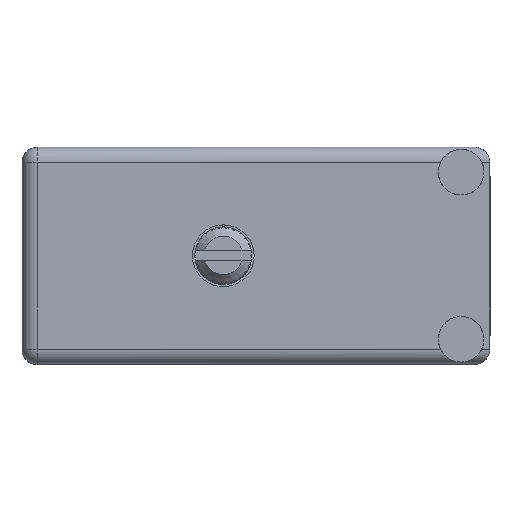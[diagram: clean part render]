
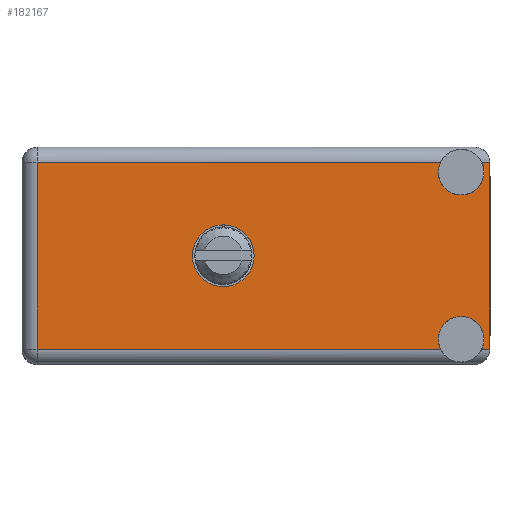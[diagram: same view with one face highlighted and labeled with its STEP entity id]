
A CAD part, top view. The second image highlights one B-rep face of the part: STEP entity #182167.
In plain terms, the highlighted face is planar.
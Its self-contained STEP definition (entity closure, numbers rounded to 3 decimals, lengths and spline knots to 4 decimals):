
#1852 = CARTESIAN_POINT ( 'NONE',  ( 1.539, 0.906, -0.665 ) ) ;
#4003 = CARTESIAN_POINT ( 'NONE',  ( 1.539, 0.906, -0.05 ) ) ;
#7523 = CARTESIAN_POINT ( 'NONE',  ( 1.445, 0.906, -0.1575 ) ) ;
#8059 = EDGE_CURVE ( 'NONE', #16514, #80557, #22027, .T. ) ;
#15785 = DIRECTION ( 'NONE',  ( -1., 0., 0. ) ) ;
#16514 = VERTEX_POINT ( 'NONE', #118611 ) ;
#19581 = DIRECTION ( 'NONE',  ( 0., 1., 0. ) ) ;
#21362 = AXIS2_PLACEMENT_3D ( 'NONE', #163073, #19581, #162163 ) ;
#21958 = VERTEX_POINT ( 'NONE', #133153 ) ;
#22027 = LINE ( 'NONE', #136458, #169805 ) ;
#22052 = VERTEX_POINT ( 'NONE', #1852 ) ;
#22851 = DIRECTION ( 'NONE',  ( 0., 1., 0. ) ) ;
#32045 = ORIENTED_EDGE ( 'NONE', *, *, #86975, .T. ) ;
#33238 = ORIENTED_EDGE ( 'NONE', *, *, #8059, .T. ) ;
#33586 = LINE ( 'NONE', #115198, #115577 ) ;
#34182 = FACE_OUTER_BOUND ( 'NONE', #51209, .T. ) ;
#38197 = AXIS2_PLACEMENT_3D ( 'NONE', #76348, #22851, #148618 ) ;
#38315 = DIRECTION ( 'NONE',  ( 0., 0., 1. ) ) ;
#38493 = ORIENTED_EDGE ( 'NONE', *, *, #172484, .F. ) ;
#38528 = CARTESIAN_POINT ( 'NONE',  ( 1.445, 0.906, -0.6325 ) ) ;
#40069 = CARTESIAN_POINT ( 'NONE',  ( 0.6625, 0.906, -0.3575 ) ) ;
#42197 = VERTEX_POINT ( 'NONE', #4003 ) ;
#42395 = CIRCLE ( 'NONE', #21362, 0.075 ) ;
#42835 = ORIENTED_EDGE ( 'NONE', *, *, #59389, .F. ) ;
#44720 = DIRECTION ( 'NONE',  ( 0., 0., 1. ) ) ;
#46623 = CIRCLE ( 'NONE', #49709, 0.075 ) ;
#47072 = VERTEX_POINT ( 'NONE', #48148 ) ;
#48148 = CARTESIAN_POINT ( 'NONE',  ( 0.05, 0.906, -0.665 ) ) ;
#48974 = DIRECTION ( 'NONE',  ( 0., 1., 0. ) ) ;
#49178 = PLANE ( 'NONE',  #38197 ) ;
#49325 = DIRECTION ( 'NONE',  ( 1., 0., 0. ) ) ;
#49665 = LINE ( 'NONE', #105003, #122549 ) ;
#49709 = AXIS2_PLACEMENT_3D ( 'NONE', #38528, #111604, #50759 ) ;
#50759 = DIRECTION ( 'NONE',  ( 0., 0., 1. ) ) ;
#51209 = EDGE_LOOP ( 'NONE', ( #33238, #42835, #156105, #32045, #132389, #88734, #144842, #38493, #123322, #131271 ) ) ;
#59389 = EDGE_CURVE ( 'NONE', #125618, #80557, #127887, .T. ) ;
#61301 = VECTOR ( 'NONE', #49325, 39.3701 ) ;
#68464 = LINE ( 'NONE', #175105, #158317 ) ;
#69158 = LINE ( 'NONE', #165859, #142970 ) ;
#74149 = EDGE_CURVE ( 'NONE', #153500, #162328, #177891, .T. ) ;
#75905 = VERTEX_POINT ( 'NONE', #90227 ) ;
#76348 = CARTESIAN_POINT ( 'NONE',  ( 0., 0.906, -0.715 ) ) ;
#78325 = LINE ( 'NONE', #105586, #61301 ) ;
#80369 = DIRECTION ( 'NONE',  ( 0., 0., 1. ) ) ;
#80557 = VERTEX_POINT ( 'NONE', #166416 ) ;
#86049 = CIRCLE ( 'NONE', #113116, 0.1015 ) ;
#86975 = EDGE_CURVE ( 'NONE', #93405, #42197, #78325, .T. ) ;
#88734 = ORIENTED_EDGE ( 'NONE', *, *, #104513, .T. ) ;
#90210 = CARTESIAN_POINT ( 'NONE',  ( 1.445, 0.906, -0.0825 ) ) ;
#90227 = CARTESIAN_POINT ( 'NONE',  ( 1.445, 0.906, -0.5575 ) ) ;
#91871 = DIRECTION ( 'NONE',  ( 0., 1., 0. ) ) ;
#92042 = DIRECTION ( 'NONE',  ( 0., 0., 1. ) ) ;
#93405 = VERTEX_POINT ( 'NONE', #107943 ) ;
#93645 = DIRECTION ( 'NONE',  ( -1., 0., 0. ) ) ;
#104132 = CARTESIAN_POINT ( 'NONE',  ( 1.445, 0.906, -0.0825 ) ) ;
#104513 = EDGE_CURVE ( 'NONE', #22052, #145442, #33586, .T. ) ;
#105003 = CARTESIAN_POINT ( 'NONE',  ( 0., 0.906, -0.665 ) ) ;
#105586 = CARTESIAN_POINT ( 'NONE',  ( 1.539, 0.906, -0.05 ) ) ;
#105655 = DIRECTION ( 'NONE',  ( 0., 0., 1. ) ) ;
#107943 = CARTESIAN_POINT ( 'NONE',  ( 1.5126, 0.906, -0.05 ) ) ;
#111052 = DIRECTION ( 'NONE',  ( 1., 0., 0. ) ) ;
#111604 = DIRECTION ( 'NONE',  ( 0., 1., 0. ) ) ;
#111886 = CARTESIAN_POINT ( 'NONE',  ( 0.6625, 0.906, -0.459 ) ) ;
#113116 = AXIS2_PLACEMENT_3D ( 'NONE', #173200, #144104, #44720 ) ;
#115198 = CARTESIAN_POINT ( 'NONE',  ( 0., 0.906, -0.665 ) ) ;
#115577 = VECTOR ( 'NONE', #15785, 39.3701 ) ;
#117134 = EDGE_LOOP ( 'NONE', ( #155356, #146229 ) ) ;
#117678 = EDGE_CURVE ( 'NONE', #75905, #145442, #42395, .T. ) ;
#118611 = CARTESIAN_POINT ( 'NONE',  ( 0.05, 0.906, -0.05 ) ) ;
#122549 = VECTOR ( 'NONE', #93645, 39.3701 ) ;
#123322 = ORIENTED_EDGE ( 'NONE', *, *, #156227, .T. ) ;
#123548 = DIRECTION ( 'NONE',  ( 0., 1., 0. ) ) ;
#125618 = VERTEX_POINT ( 'NONE', #7523 ) ;
#127887 = CIRCLE ( 'NONE', #151875, 0.075 ) ;
#131271 = ORIENTED_EDGE ( 'NONE', *, *, #152494, .T. ) ;
#131750 = AXIS2_PLACEMENT_3D ( 'NONE', #90210, #48974, #92042 ) ;
#132389 = ORIENTED_EDGE ( 'NONE', *, *, #143088, .F. ) ;
#133153 = CARTESIAN_POINT ( 'NONE',  ( 1.3774, 0.906, -0.665 ) ) ;
#135965 = AXIS2_PLACEMENT_3D ( 'NONE', #40069, #123548, #80369 ) ;
#136458 = CARTESIAN_POINT ( 'NONE',  ( 1.539, 0.906, -0.05 ) ) ;
#137069 = CARTESIAN_POINT ( 'NONE',  ( 1.5126, 0.906, -0.665 ) ) ;
#137575 = EDGE_CURVE ( 'NONE', #93405, #125618, #137723, .T. ) ;
#137723 = CIRCLE ( 'NONE', #131750, 0.075 ) ;
#142970 = VECTOR ( 'NONE', #38315, 39.3701 ) ;
#143088 = EDGE_CURVE ( 'NONE', #22052, #42197, #69158, .T. ) ;
#144104 = DIRECTION ( 'NONE',  ( 0., 1., 0. ) ) ;
#144842 = ORIENTED_EDGE ( 'NONE', *, *, #117678, .F. ) ;
#145442 = VERTEX_POINT ( 'NONE', #137069 ) ;
#146229 = ORIENTED_EDGE ( 'NONE', *, *, #74149, .F. ) ;
#148618 = DIRECTION ( 'NONE',  ( 0., 0., 1. ) ) ;
#151875 = AXIS2_PLACEMENT_3D ( 'NONE', #104132, #91871, #164145 ) ;
#152494 = EDGE_CURVE ( 'NONE', #47072, #16514, #68464, .T. ) ;
#153500 = VERTEX_POINT ( 'NONE', #111886 ) ;
#155356 = ORIENTED_EDGE ( 'NONE', *, *, #184293, .F. ) ;
#156105 = ORIENTED_EDGE ( 'NONE', *, *, #137575, .F. ) ;
#156227 = EDGE_CURVE ( 'NONE', #21958, #47072, #49665, .T. ) ;
#158317 = VECTOR ( 'NONE', #105655, 39.3701 ) ;
#162163 = DIRECTION ( 'NONE',  ( 0., 0., 1. ) ) ;
#162328 = VERTEX_POINT ( 'NONE', #167702 ) ;
#162665 = FACE_BOUND ( 'NONE', #117134, .T. ) ;
#163073 = CARTESIAN_POINT ( 'NONE',  ( 1.445, 0.906, -0.6325 ) ) ;
#164145 = DIRECTION ( 'NONE',  ( 0., 0., 1. ) ) ;
#165859 = CARTESIAN_POINT ( 'NONE',  ( 1.539, 0.906, 0. ) ) ;
#166416 = CARTESIAN_POINT ( 'NONE',  ( 1.3774, 0.906, -0.05 ) ) ;
#167702 = CARTESIAN_POINT ( 'NONE',  ( 0.6625, 0.906, -0.256 ) ) ;
#169805 = VECTOR ( 'NONE', #111052, 39.3701 ) ;
#172484 = EDGE_CURVE ( 'NONE', #21958, #75905, #46623, .T. ) ;
#173200 = CARTESIAN_POINT ( 'NONE',  ( 0.6625, 0.906, -0.3575 ) ) ;
#175105 = CARTESIAN_POINT ( 'NONE',  ( 0.05, 0.906, -0.715 ) ) ;
#177891 = CIRCLE ( 'NONE', #135965, 0.1015 ) ;
#182167 = ADVANCED_FACE ( 'NONE', ( #162665, #34182 ), #49178, .T. ) ;
#184293 = EDGE_CURVE ( 'NONE', #162328, #153500, #86049, .T. ) ;
